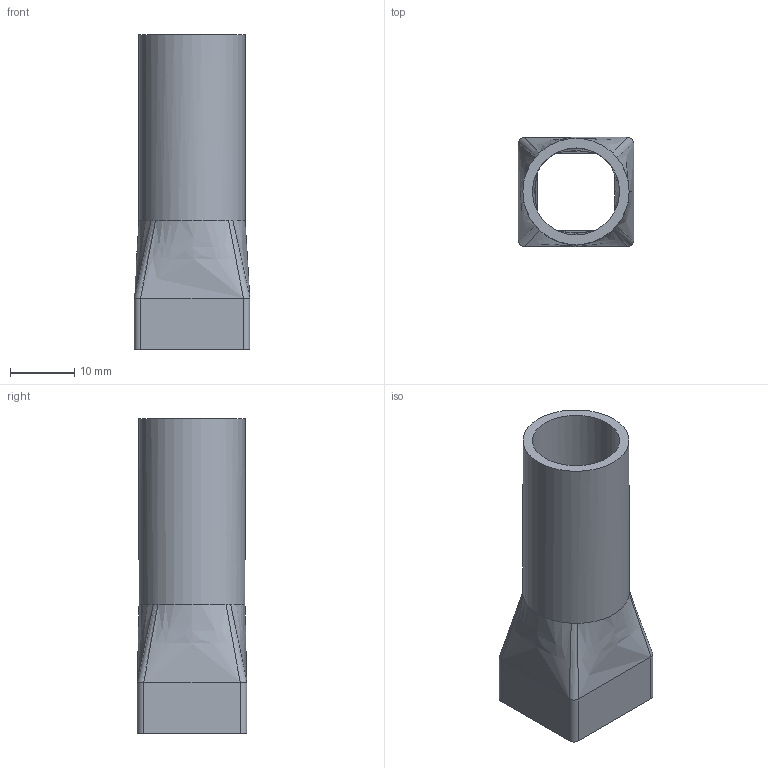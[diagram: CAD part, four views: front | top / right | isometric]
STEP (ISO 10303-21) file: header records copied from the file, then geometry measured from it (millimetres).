
FILE_DESCRIPTION(('FreeCAD Model'),'2;1');
FILE_NAME('Open CASCADE Shape Model','2023-10-24T16:02:32',(''),(''), 'Open CASCADE STEP processor 7.6','FreeCAD','Unknown');
FILE_SCHEMA(('AUTOMOTIVE_DESIGN { 1 0 10303 214 1 1 1 1 }'));
Length unit declared in the file: millimetre
Products named in the file (1): Nozzle2
Bounding box: 18 x 17 x 49 mm (x, y, z)
Volume: 4122 mm3; surface area: 5224.8 mm2
Topology: 1 solids, 1 shells, 35 faces, 82 edges, 50 vertices
Faces by surface type: plane 15, bspline 14, cylinder 6
Full cylindrical faces by diameter (mm): 13.541 x1, 16.541 x1
Entity records: 1172 total; most frequent: CARTESIAN_POINT 396, ORIENTED_EDGE 164, DIRECTION 136, EDGE_CURVE 82, VERTEX_POINT 50, AXIS2_PLACEMENT_3D 46, LINE 44, VECTOR 44
